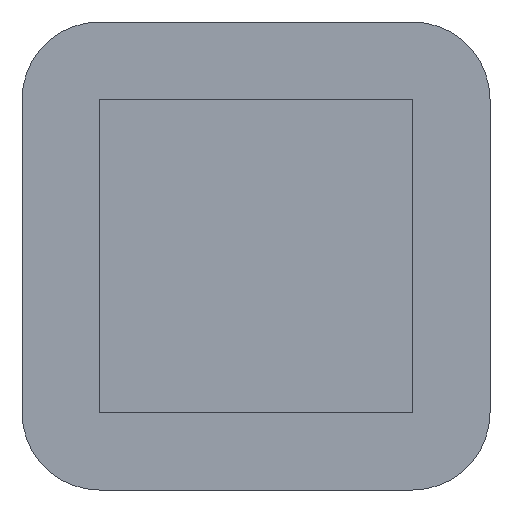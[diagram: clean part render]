
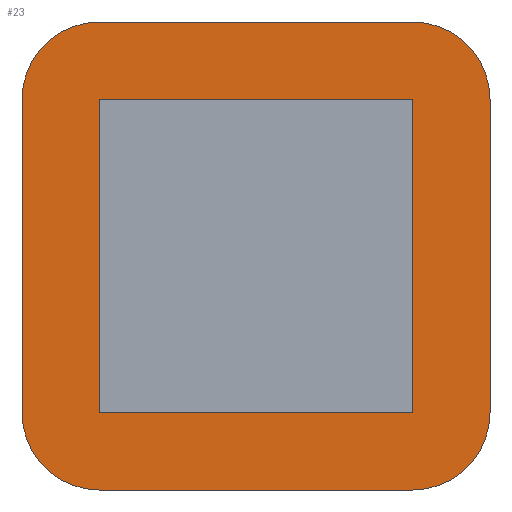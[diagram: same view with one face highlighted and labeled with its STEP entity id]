
A CAD part, front view. The second image highlights one B-rep face of the part: STEP entity #23.
In plain terms, the highlighted planar face has unit normal (0, -1, 0).
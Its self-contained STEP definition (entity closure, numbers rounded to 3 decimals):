
#5 = CARTESIAN_POINT ( 'NONE',  ( 20.2, 0., 20.2 ) ) ;
#6 = DIRECTION ( 'NONE',  ( 0., 1., 0. ) ) ;
#13 = CIRCLE ( 'NONE', #538, 10. ) ;
#22 = CARTESIAN_POINT ( 'NONE',  ( -20.2, 0., -20.2 ) ) ;
#23 = ADVANCED_FACE ( 'NONE', ( #748, #108 ), #652, .F. ) ;
#31 = DIRECTION ( 'NONE',  ( 0., 0., 1. ) ) ;
#45 = LINE ( 'NONE', #482, #583 ) ;
#67 = EDGE_CURVE ( 'NONE', #791, #404, #45, .T. ) ;
#68 = DIRECTION ( 'NONE',  ( 0., 0., 1. ) ) ;
#104 = VECTOR ( 'NONE', #365, 1000. ) ;
#108 = FACE_BOUND ( 'NONE', #609, .T. ) ;
#128 = ORIENTED_EDGE ( 'NONE', *, *, #164, .F. ) ;
#129 = EDGE_CURVE ( 'NONE', #404, #1049, #789, .T. ) ;
#141 = CARTESIAN_POINT ( 'NONE',  ( 20.2, 0., 30.2 ) ) ;
#147 = EDGE_CURVE ( 'NONE', #1239, #832, #969, .T. ) ;
#164 = EDGE_CURVE ( 'NONE', #832, #1030, #247, .T. ) ;
#165 = EDGE_CURVE ( 'NONE', #661, #178, #783, .T. ) ;
#175 = CARTESIAN_POINT ( 'NONE',  ( -30.2, 0., 20.2 ) ) ;
#178 = VERTEX_POINT ( 'NONE', #543 ) ;
#202 = CARTESIAN_POINT ( 'NONE',  ( -20.2, 0., 30.2 ) ) ;
#233 = VECTOR ( 'NONE', #1008, 1000. ) ;
#247 = LINE ( 'NONE', #1325, #104 ) ;
#252 = ORIENTED_EDGE ( 'NONE', *, *, #1119, .F. ) ;
#268 = DIRECTION ( 'NONE',  ( 0., 1., 0. ) ) ;
#273 = DIRECTION ( 'NONE',  ( -1., 0., 0. ) ) ;
#280 = DIRECTION ( 'NONE',  ( 0., 1., 0. ) ) ;
#281 = AXIS2_PLACEMENT_3D ( 'NONE', #321, #1146, #601 ) ;
#283 = ORIENTED_EDGE ( 'NONE', *, *, #129, .T. ) ;
#290 = CARTESIAN_POINT ( 'NONE',  ( 20.2, 0., -20.2 ) ) ;
#296 = ORIENTED_EDGE ( 'NONE', *, *, #807, .F. ) ;
#321 = CARTESIAN_POINT ( 'NONE',  ( 20.2, 0., -20.2 ) ) ;
#349 = CARTESIAN_POINT ( 'NONE',  ( -20.2, 0., 20.2 ) ) ;
#365 = DIRECTION ( 'NONE',  ( 0., 0., 1. ) ) ;
#369 = EDGE_CURVE ( 'NONE', #1049, #628, #1298, .T. ) ;
#395 = LINE ( 'NONE', #698, #646 ) ;
#402 = AXIS2_PLACEMENT_3D ( 'NONE', #1086, #6, #869 ) ;
#403 = CARTESIAN_POINT ( 'NONE',  ( 20.2, 0., -30.2 ) ) ;
#404 = VERTEX_POINT ( 'NONE', #349 ) ;
#437 = ORIENTED_EDGE ( 'NONE', *, *, #1050, .T. ) ;
#455 = EDGE_LOOP ( 'NONE', ( #1367, #128, #650, #1096, #252, #865, #634, #296 ) ) ;
#482 = CARTESIAN_POINT ( 'NONE',  ( -20.2, 0., 20.2 ) ) ;
#507 = CARTESIAN_POINT ( 'NONE',  ( -20.2, 0., 20.2 ) ) ;
#523 = DIRECTION ( 'NONE',  ( 0., 1., 0. ) ) ;
#538 = AXIS2_PLACEMENT_3D ( 'NONE', #507, #523, #1269 ) ;
#543 = CARTESIAN_POINT ( 'NONE',  ( 30.2, 0., -20.2 ) ) ;
#571 = AXIS2_PLACEMENT_3D ( 'NONE', #687, #280, #68 ) ;
#583 = VECTOR ( 'NONE', #1123, 1000. ) ;
#587 = EDGE_CURVE ( 'NONE', #738, #1239, #395, .T. ) ;
#591 = CIRCLE ( 'NONE', #571, 10. ) ;
#601 = DIRECTION ( 'NONE',  ( 0., 0., 1. ) ) ;
#609 = EDGE_LOOP ( 'NONE', ( #643, #437, #1037, #283 ) ) ;
#626 = CARTESIAN_POINT ( 'NONE',  ( -20.2, 0., -20.2 ) ) ;
#628 = VERTEX_POINT ( 'NONE', #290 ) ;
#632 = CARTESIAN_POINT ( 'NONE',  ( -30.2, 0., -20.2 ) ) ;
#634 = ORIENTED_EDGE ( 'NONE', *, *, #1062, .F. ) ;
#643 = ORIENTED_EDGE ( 'NONE', *, *, #369, .T. ) ;
#646 = VECTOR ( 'NONE', #796, 1000. ) ;
#650 = ORIENTED_EDGE ( 'NONE', *, *, #147, .F. ) ;
#652 = PLANE ( 'NONE',  #402 ) ;
#661 = VERTEX_POINT ( 'NONE', #835 ) ;
#662 = EDGE_CURVE ( 'NONE', #1030, #1290, #13, .T. ) ;
#681 = CARTESIAN_POINT ( 'NONE',  ( 30.2, 0., 20.2 ) ) ;
#687 = CARTESIAN_POINT ( 'NONE',  ( 20.2, 0., 20.2 ) ) ;
#698 = CARTESIAN_POINT ( 'NONE',  ( -20.2, 0., -30.2 ) ) ;
#699 = CARTESIAN_POINT ( 'NONE',  ( -20.2, 0., -20.2 ) ) ;
#718 = CARTESIAN_POINT ( 'NONE',  ( -20.2, 0., -30.2 ) ) ;
#738 = VERTEX_POINT ( 'NONE', #403 ) ;
#748 = FACE_OUTER_BOUND ( 'NONE', #455, .T. ) ;
#751 = CARTESIAN_POINT ( 'NONE',  ( -20.2, 0., 30.2 ) ) ;
#783 = LINE ( 'NONE', #681, #1172 ) ;
#789 = LINE ( 'NONE', #1004, #1078 ) ;
#790 = CARTESIAN_POINT ( 'NONE',  ( 20.2, 0., 20.2 ) ) ;
#791 = VERTEX_POINT ( 'NONE', #626 ) ;
#796 = DIRECTION ( 'NONE',  ( -1., 0., 0. ) ) ;
#807 = EDGE_CURVE ( 'NONE', #1290, #959, #1276, .T. ) ;
#832 = VERTEX_POINT ( 'NONE', #632 ) ;
#835 = CARTESIAN_POINT ( 'NONE',  ( 30.2, 0., 20.2 ) ) ;
#855 = DIRECTION ( 'NONE',  ( 1., 0., 0. ) ) ;
#865 = ORIENTED_EDGE ( 'NONE', *, *, #165, .F. ) ;
#869 = DIRECTION ( 'NONE',  ( 0., 0., 1. ) ) ;
#899 = VECTOR ( 'NONE', #855, 1000. ) ;
#959 = VERTEX_POINT ( 'NONE', #141 ) ;
#969 = CIRCLE ( 'NONE', #1144, 10. ) ;
#1004 = CARTESIAN_POINT ( 'NONE',  ( -20.2, 0., 20.2 ) ) ;
#1008 = DIRECTION ( 'NONE',  ( 0., 0., -1. ) ) ;
#1018 = VECTOR ( 'NONE', #273, 1000. ) ;
#1030 = VERTEX_POINT ( 'NONE', #175 ) ;
#1037 = ORIENTED_EDGE ( 'NONE', *, *, #67, .T. ) ;
#1049 = VERTEX_POINT ( 'NONE', #790 ) ;
#1050 = EDGE_CURVE ( 'NONE', #628, #791, #1345, .T. ) ;
#1062 = EDGE_CURVE ( 'NONE', #959, #661, #591, .T. ) ;
#1078 = VECTOR ( 'NONE', #1235, 1000. ) ;
#1086 = CARTESIAN_POINT ( 'NONE',  ( -20.2, 0., 20.2 ) ) ;
#1096 = ORIENTED_EDGE ( 'NONE', *, *, #587, .F. ) ;
#1118 = DIRECTION ( 'NONE',  ( 0., 0., -1. ) ) ;
#1119 = EDGE_CURVE ( 'NONE', #178, #738, #1307, .T. ) ;
#1123 = DIRECTION ( 'NONE',  ( 0., 0., 1. ) ) ;
#1144 = AXIS2_PLACEMENT_3D ( 'NONE', #22, #268, #31 ) ;
#1146 = DIRECTION ( 'NONE',  ( 0., 1., 0. ) ) ;
#1172 = VECTOR ( 'NONE', #1118, 1000. ) ;
#1235 = DIRECTION ( 'NONE',  ( 1., 0., 0. ) ) ;
#1239 = VERTEX_POINT ( 'NONE', #718 ) ;
#1269 = DIRECTION ( 'NONE',  ( 0., 0., 1. ) ) ;
#1276 = LINE ( 'NONE', #202, #899 ) ;
#1290 = VERTEX_POINT ( 'NONE', #751 ) ;
#1298 = LINE ( 'NONE', #5, #233 ) ;
#1307 = CIRCLE ( 'NONE', #281, 10. ) ;
#1325 = CARTESIAN_POINT ( 'NONE',  ( -30.2, 0., 20.2 ) ) ;
#1345 = LINE ( 'NONE', #699, #1018 ) ;
#1367 = ORIENTED_EDGE ( 'NONE', *, *, #662, .F. ) ;
